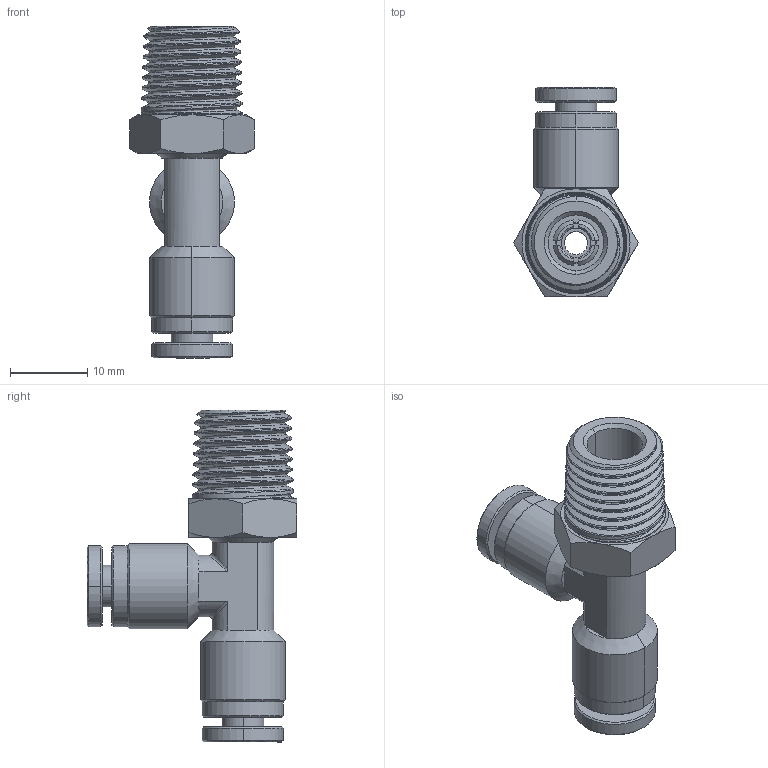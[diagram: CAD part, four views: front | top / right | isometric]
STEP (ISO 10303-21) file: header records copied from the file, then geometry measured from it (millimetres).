
FILE_DESCRIPTION (( 'STEP AP214' ), '1' );
FILE_NAME ('RTS4R1-4W.STEP', '2018-07-26T17:01:41', ( '' ), ( '' ), 'SwSTEP 2.0', 'SolidWorks 2016', '' );
FILE_SCHEMA (( 'AUTOMOTIVE_DESIGN' ));
Length unit declared in the file: millimetre
Products named in the file (1): RTS4R1-4W
Bounding box: 16.17 x 27.19 x 42.99 mm (x, y, z)
Volume: 3942.5 mm3; surface area: 6298.7 mm2
Topology: 12 solids, 12 shells, 702 faces, 1871 edges, 1207 vertices
Faces by surface type: cone 250, plane 246, cylinder 146, bspline 56, torus 4
Entity records: 36909 total; most frequent: CARTESIAN_POINT 12485, ORIENTED_EDGE 3742, DIRECTION 3157, EDGE_CURVE 1871, AXIS2_PLACEMENT_3D 1287, VERTEX_POINT 1207, EDGE_LOOP 742, UNCERTAINTY_MEASURE_WITH_UNIT 716
